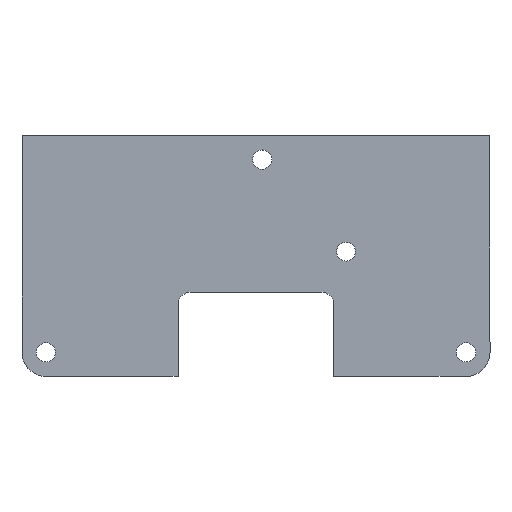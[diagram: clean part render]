
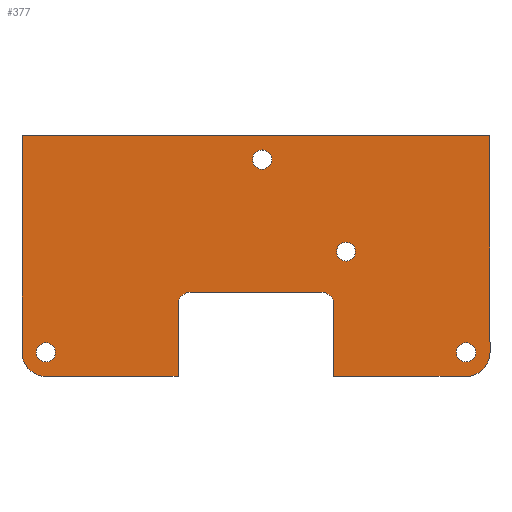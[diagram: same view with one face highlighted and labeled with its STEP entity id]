
A CAD part, top view. The second image highlights one B-rep face of the part: STEP entity #377.
In plain terms, the highlighted planar face has unit normal (0, 0, 1).
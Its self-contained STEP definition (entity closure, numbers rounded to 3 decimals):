
#19=FACE_BOUND('',#75,.T.);
#20=FACE_BOUND('',#76,.T.);
#21=FACE_BOUND('',#77,.T.);
#22=FACE_BOUND('',#78,.T.);
#32=PLANE('',#437);
#51=FACE_OUTER_BOUND('',#74,.T.);
#74=EDGE_LOOP('',(#333,#334,#335,#336,#337,#338,#339,#340,#341,#342,#343,
#344,#345));
#75=EDGE_LOOP('',(#346));
#76=EDGE_LOOP('',(#347));
#77=EDGE_LOOP('',(#348));
#78=EDGE_LOOP('',(#349));
#81=LINE('',#559,#114);
#87=LINE('',#574,#120);
#90=LINE('',#580,#123);
#91=LINE('',#583,#124);
#96=LINE('',#592,#129);
#105=LINE('',#633,#138);
#109=LINE('',#647,#142);
#111=LINE('',#650,#144);
#114=VECTOR('',#450,10.);
#120=VECTOR('',#464,10.);
#123=VECTOR('',#469,10.);
#124=VECTOR('',#472,10.);
#129=VECTOR('',#479,10.);
#138=VECTOR('',#522,10.);
#142=VECTOR('',#540,10.);
#144=VECTOR('',#544,10.);
#145=CIRCLE('',#402,2.);
#147=CIRCLE('',#406,2.);
#156=CIRCLE('',#421,1.6);
#157=CIRCLE('',#423,1.6);
#158=CIRCLE('',#425,1.575);
#159=CIRCLE('',#427,1.6);
#160=CIRCLE('',#430,4.);
#161=CIRCLE('',#432,4.);
#162=CIRCLE('',#434,4.);
#163=VERTEX_POINT('',#549);
#164=VERTEX_POINT('',#550);
#167=VERTEX_POINT('',#558);
#169=VERTEX_POINT('',#564);
#170=VERTEX_POINT('',#565);
#174=VERTEX_POINT('',#578);
#175=VERTEX_POINT('',#582);
#178=VERTEX_POINT('',#590);
#188=VERTEX_POINT('',#614);
#189=VERTEX_POINT('',#618);
#190=VERTEX_POINT('',#622);
#191=VERTEX_POINT('',#626);
#192=VERTEX_POINT('',#630);
#193=VERTEX_POINT('',#632);
#194=VERTEX_POINT('',#638);
#195=VERTEX_POINT('',#642);
#196=VERTEX_POINT('',#646);
#197=EDGE_CURVE('',#163,#164,#145,.T.);
#201=EDGE_CURVE('',#167,#164,#81,.T.);
#204=EDGE_CURVE('',#169,#170,#147,.T.);
#209=EDGE_CURVE('',#163,#170,#87,.T.);
#212=EDGE_CURVE('',#169,#174,#90,.T.);
#213=EDGE_CURVE('',#175,#167,#91,.T.);
#218=EDGE_CURVE('',#174,#178,#96,.T.);
#229=EDGE_CURVE('',#188,#188,#156,.T.);
#231=EDGE_CURVE('',#189,#189,#157,.T.);
#233=EDGE_CURVE('',#190,#190,#158,.T.);
#235=EDGE_CURVE('',#191,#191,#159,.T.);
#238=EDGE_CURVE('',#193,#192,#105,.T.);
#240=EDGE_CURVE('',#178,#193,#160,.T.);
#241=EDGE_CURVE('',#194,#175,#161,.T.);
#243=EDGE_CURVE('',#195,#194,#162,.T.);
#245=EDGE_CURVE('',#196,#195,#109,.T.);
#247=EDGE_CURVE('',#192,#196,#111,.T.);
#333=ORIENTED_EDGE('',*,*,#212,.T.);
#334=ORIENTED_EDGE('',*,*,#218,.T.);
#335=ORIENTED_EDGE('',*,*,#240,.T.);
#336=ORIENTED_EDGE('',*,*,#238,.T.);
#337=ORIENTED_EDGE('',*,*,#247,.T.);
#338=ORIENTED_EDGE('',*,*,#245,.T.);
#339=ORIENTED_EDGE('',*,*,#243,.T.);
#340=ORIENTED_EDGE('',*,*,#241,.T.);
#341=ORIENTED_EDGE('',*,*,#213,.T.);
#342=ORIENTED_EDGE('',*,*,#201,.T.);
#343=ORIENTED_EDGE('',*,*,#197,.F.);
#344=ORIENTED_EDGE('',*,*,#209,.T.);
#345=ORIENTED_EDGE('',*,*,#204,.F.);
#346=ORIENTED_EDGE('',*,*,#235,.T.);
#347=ORIENTED_EDGE('',*,*,#233,.T.);
#348=ORIENTED_EDGE('',*,*,#231,.T.);
#349=ORIENTED_EDGE('',*,*,#229,.T.);
#377=ADVANCED_FACE('',(#51,#19,#20,#21,#22),#32,.T.);
#402=AXIS2_PLACEMENT_3D('',#551,#442,#443);
#406=AXIS2_PLACEMENT_3D('',#566,#455,#456);
#421=AXIS2_PLACEMENT_3D('',#615,#501,#502);
#423=AXIS2_PLACEMENT_3D('',#619,#506,#507);
#425=AXIS2_PLACEMENT_3D('',#623,#511,#512);
#427=AXIS2_PLACEMENT_3D('',#627,#516,#517);
#430=AXIS2_PLACEMENT_3D('',#636,#526,#527);
#432=AXIS2_PLACEMENT_3D('',#639,#530,#531);
#434=AXIS2_PLACEMENT_3D('',#643,#535,#536);
#437=AXIS2_PLACEMENT_3D('',#651,#545,#546);
#442=DIRECTION('center_axis',(0.,0.,1.));
#443=DIRECTION('ref_axis',(-0.707,0.707,0.));
#450=DIRECTION('',(0.,1.,0.));
#455=DIRECTION('center_axis',(0.,0.,1.));
#456=DIRECTION('ref_axis',(0.707,0.707,0.));
#464=DIRECTION('',(1.,0.,0.));
#469=DIRECTION('',(0.,-1.,0.));
#472=DIRECTION('',(1.,0.,0.));
#479=DIRECTION('',(1.,0.,0.));
#501=DIRECTION('center_axis',(0.,0.,-1.));
#502=DIRECTION('ref_axis',(-1.,0.,0.));
#506=DIRECTION('center_axis',(0.,0.,-1.));
#507=DIRECTION('ref_axis',(-1.,0.,0.));
#511=DIRECTION('center_axis',(0.,0.,-1.));
#512=DIRECTION('ref_axis',(-1.,0.,0.));
#516=DIRECTION('center_axis',(0.,0.,-1.));
#517=DIRECTION('ref_axis',(-1.,0.,0.));
#522=DIRECTION('',(0.,1.,0.));
#526=DIRECTION('center_axis',(0.,0.,1.));
#527=DIRECTION('ref_axis',(0.,-1.,0.));
#530=DIRECTION('center_axis',(0.,0.,1.));
#531=DIRECTION('ref_axis',(-0.005,-1.,0.));
#535=DIRECTION('center_axis',(0.,0.,1.));
#536=DIRECTION('ref_axis',(1.,0.,0.));
#540=DIRECTION('',(0.,-1.,0.));
#544=DIRECTION('',(-1.,0.,0.));
#545=DIRECTION('center_axis',(0.,0.,1.));
#546=DIRECTION('ref_axis',(1.,0.,0.));
#549=CARTESIAN_POINT('',(-14.472,2.332,3.2));
#550=CARTESIAN_POINT('',(-16.472,0.332,3.2));
#551=CARTESIAN_POINT('Origin',(-14.472,0.332,3.2));
#558=CARTESIAN_POINT('',(-16.472,-11.668,3.2));
#559=CARTESIAN_POINT('',(-16.472,-0.631,3.2));
#564=CARTESIAN_POINT('',(9.528,0.332,3.2));
#565=CARTESIAN_POINT('',(7.528,2.332,3.2));
#566=CARTESIAN_POINT('Origin',(7.528,0.332,3.2));
#574=CARTESIAN_POINT('',(-9.972,2.332,3.2));
#578=CARTESIAN_POINT('',(9.528,-11.668,3.2));
#580=CARTESIAN_POINT('',(9.528,6.369,3.2));
#582=CARTESIAN_POINT('',(-38.453,-11.668,3.2));
#583=CARTESIAN_POINT('',(-38.453,-11.668,3.2));
#590=CARTESIAN_POINT('',(31.547,-11.668,3.2));
#592=CARTESIAN_POINT('',(-38.453,-11.668,3.2));
#614=CARTESIAN_POINT('',(33.147,-7.668,3.2));
#615=CARTESIAN_POINT('Origin',(31.547,-7.668,3.2));
#618=CARTESIAN_POINT('',(-36.89,-7.668,3.2));
#619=CARTESIAN_POINT('Origin',(-38.49,-7.668,3.2));
#622=CARTESIAN_POINT('',(13.122,9.132,3.2));
#623=CARTESIAN_POINT('Origin',(11.547,9.132,3.2));
#626=CARTESIAN_POINT('',(-0.853,24.482,3.2));
#627=CARTESIAN_POINT('Origin',(-2.453,24.482,3.2));
#630=CARTESIAN_POINT('',(35.547,28.482,3.2));
#632=CARTESIAN_POINT('',(35.547,-7.668,3.2));
#633=CARTESIAN_POINT('',(35.547,-7.668,3.2));
#636=CARTESIAN_POINT('Origin',(31.547,-7.668,3.2));
#638=CARTESIAN_POINT('',(-38.472,-11.668,3.2));
#639=CARTESIAN_POINT('Origin',(-38.453,-7.668,3.2));
#642=CARTESIAN_POINT('',(-42.453,-7.125,3.2));
#643=CARTESIAN_POINT('Origin',(-38.49,-7.668,3.2));
#646=CARTESIAN_POINT('',(-42.453,28.482,3.2));
#647=CARTESIAN_POINT('',(-42.453,28.482,3.2));
#650=CARTESIAN_POINT('',(-2.453,28.482,3.2));
#651=CARTESIAN_POINT('Origin',(-3.472,10.407,3.2));
